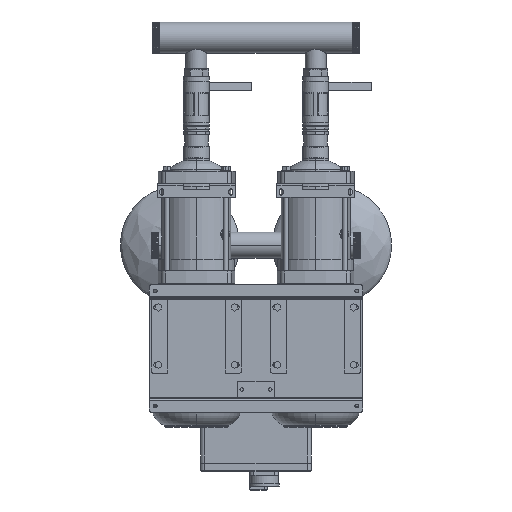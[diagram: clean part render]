
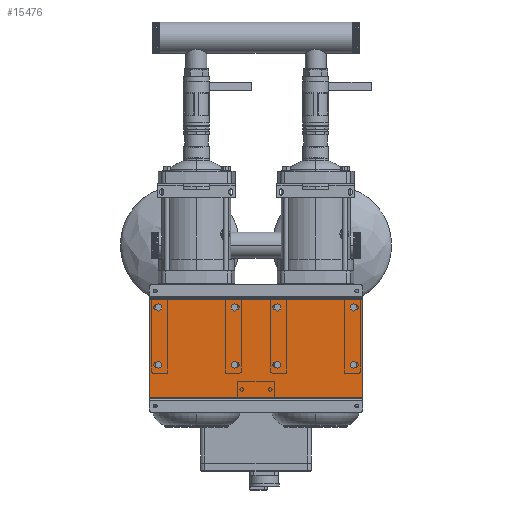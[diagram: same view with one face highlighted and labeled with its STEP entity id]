
A CAD part, front view. The second image highlights one B-rep face of the part: STEP entity #15476.
In plain terms, the highlighted planar face has unit normal (0, -1, 0).
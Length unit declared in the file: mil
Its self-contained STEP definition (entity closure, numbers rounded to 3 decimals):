
#1291 = CARTESIAN_POINT ( 'NONE',  ( -10236.22, 2165.354, -4724.409 ) ) ;
#2895 = ORIENTED_EDGE ( 'NONE', *, *, #34831, .T. ) ;
#3877 = CARTESIAN_POINT ( 'NONE',  ( 10236.22, 2165.354, -4724.409 ) ) ;
#4481 = DIRECTION ( 'NONE',  ( 0., 0., -1. ) ) ;
#4742 = VERTEX_POINT ( 'NONE', #19614 ) ;
#6756 = DIRECTION ( 'NONE',  ( 0., 1., 0. ) ) ;
#8265 = LINE ( 'NONE', #51192, #77611 ) ;
#13880 = ORIENTED_EDGE ( 'NONE', *, *, #74711, .F. ) ;
#15476 = ADVANCED_FACE ( 'NONE', ( #61169 ), #77819, .F. ) ;
#18557 = EDGE_LOOP ( 'NONE', ( #2895, #20703, #13880, #52808 ) ) ;
#19363 = AXIS2_PLACEMENT_3D ( 'NONE', #25105, #6756, #29847 ) ;
#19614 = CARTESIAN_POINT ( 'NONE',  ( 10236.22, 2165.354, 4724.409 ) ) ;
#20703 = ORIENTED_EDGE ( 'NONE', *, *, #36218, .F. ) ;
#21583 = VERTEX_POINT ( 'NONE', #3877 ) ;
#25105 = CARTESIAN_POINT ( 'NONE',  ( 10236.22, 2165.354, -4724.409 ) ) ;
#29847 = DIRECTION ( 'NONE',  ( 1., 0., 0. ) ) ;
#34297 = LINE ( 'NONE', #51743, #46865 ) ;
#34422 = CARTESIAN_POINT ( 'NONE',  ( -10236.22, 2165.354, -4724.409 ) ) ;
#34760 = CARTESIAN_POINT ( 'NONE',  ( 10236.22, 2165.354, 4724.409 ) ) ;
#34831 = EDGE_CURVE ( 'NONE', #35472, #40364, #77183, .T. ) ;
#35472 = VERTEX_POINT ( 'NONE', #68144 ) ;
#36218 = EDGE_CURVE ( 'NONE', #21583, #40364, #8265, .T. ) ;
#37001 = VECTOR ( 'NONE', #38960, 39370.079 ) ;
#38960 = DIRECTION ( 'NONE',  ( 0., 0., -1. ) ) ;
#40364 = VERTEX_POINT ( 'NONE', #1291 ) ;
#41652 = EDGE_CURVE ( 'NONE', #4742, #35472, #34297, .T. ) ;
#46865 = VECTOR ( 'NONE', #58057, 39370.079 ) ;
#51192 = CARTESIAN_POINT ( 'NONE',  ( 10236.22, 2165.354, -4724.409 ) ) ;
#51743 = CARTESIAN_POINT ( 'NONE',  ( 10236.22, 2165.354, 4724.409 ) ) ;
#52591 = LINE ( 'NONE', #34760, #61400 ) ;
#52808 = ORIENTED_EDGE ( 'NONE', *, *, #41652, .T. ) ;
#58057 = DIRECTION ( 'NONE',  ( -1., 0., 0. ) ) ;
#61169 = FACE_OUTER_BOUND ( 'NONE', #18557, .T. ) ;
#61400 = VECTOR ( 'NONE', #4481, 39370.079 ) ;
#61866 = DIRECTION ( 'NONE',  ( -1., 0., 0. ) ) ;
#68144 = CARTESIAN_POINT ( 'NONE',  ( -10236.22, 2165.354, 4724.409 ) ) ;
#74711 = EDGE_CURVE ( 'NONE', #4742, #21583, #52591, .T. ) ;
#77183 = LINE ( 'NONE', #34422, #37001 ) ;
#77611 = VECTOR ( 'NONE', #61866, 39370.079 ) ;
#77819 = PLANE ( 'NONE',  #19363 ) ;
